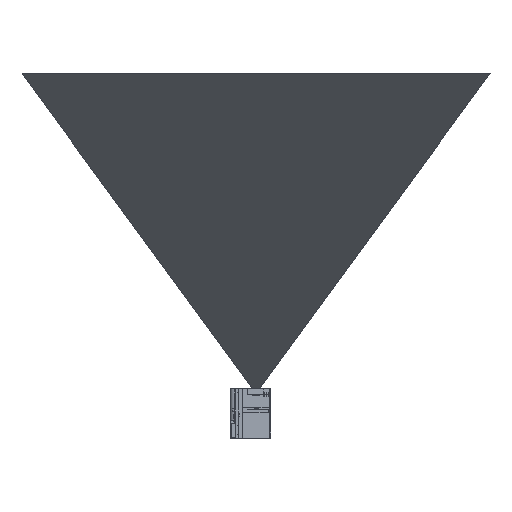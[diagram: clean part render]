
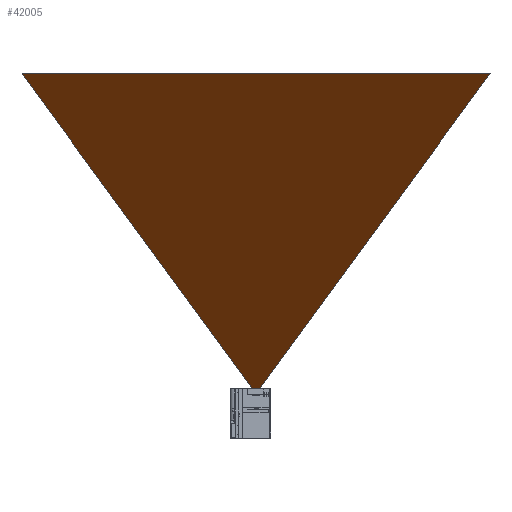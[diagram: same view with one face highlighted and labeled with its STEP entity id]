
A CAD part, left-side view. The second image highlights one B-rep face of the part: STEP entity #42005.
In plain terms, the highlighted planar face has unit normal (-0.649, 0, -0.76).
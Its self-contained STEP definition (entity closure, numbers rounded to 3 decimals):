
#41920=DIRECTION('',(-0.687,0.429,0.587));
#41921=VECTOR('',#41920,155.006);
#41922=CARTESIAN_POINT('',(0.,0.2,3.88));
#41923=LINE('',#41922,#41921);
#41932=DIRECTION('',(0.687,0.429,-0.587));
#41933=VECTOR('',#41932,155.006);
#41934=CARTESIAN_POINT('',(-106.454,-66.343,
94.8));
#41935=LINE('',#41934,#41933);
#41940=DIRECTION('',(0.,-1.,0.));
#41941=VECTOR('',#41940,133.087);
#41942=CARTESIAN_POINT('',(-106.454,66.743,
94.8));
#41943=LINE('',#41942,#41941);
#41945=CARTESIAN_POINT('',(0.,0.2,3.88));
#41947=VERTEX_POINT('',#41945);
#41948=CARTESIAN_POINT('',(-106.454,-66.343,
94.8));
#41949=VERTEX_POINT('',#41948);
#41952=CARTESIAN_POINT('',(-106.454,66.743,
94.8));
#41953=VERTEX_POINT('',#41952);
#41994=CARTESIAN_POINT('',(0.,-124.8,
3.88));
#41995=DIRECTION('',(-0.649,0.,-0.76));
#41996=DIRECTION('',(-0.76,0.,0.649));
#41997=AXIS2_PLACEMENT_3D('',#41994,#41995,#41996);
#41998=PLANE('',#41997);
#41999=ORIENTED_EDGE('',*,*,#41987,.T.);
#42000=ORIENTED_EDGE('',*,*,#41963,.T.);
#42002=ORIENTED_EDGE('',*,*,#42001,.T.);
#42003=EDGE_LOOP('',(#41999,#42000,#42002));
#42004=FACE_OUTER_BOUND('',#42003,.F.);
#42005=ADVANCED_FACE('',(#42004),#41998,.T.);
#41963=EDGE_CURVE('',#41947,#41953,#41923,.T.);
#41987=EDGE_CURVE('',#41949,#41947,#41935,.T.);
#42001=EDGE_CURVE('',#41953,#41949,#41943,.T.);
